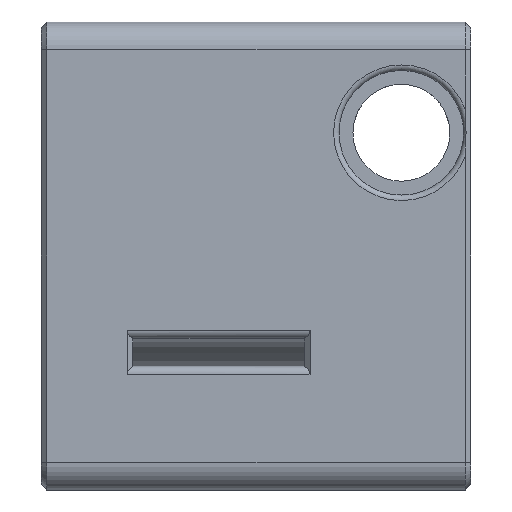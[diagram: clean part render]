
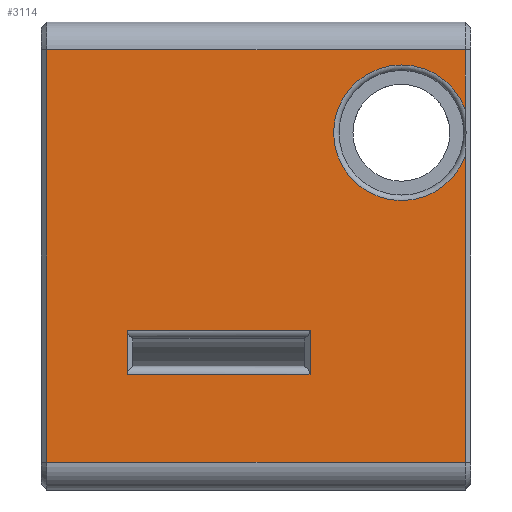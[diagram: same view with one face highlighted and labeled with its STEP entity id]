
A CAD part, left-side view. The second image highlights one B-rep face of the part: STEP entity #3114.
In plain terms, the highlighted planar face has unit normal (-1, 0, 0).
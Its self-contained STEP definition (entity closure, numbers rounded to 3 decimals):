
#34=FACE_BOUND('',#431,.T.);
#157=PLANE('',#3352);
#246=FACE_OUTER_BOUND('',#430,.T.);
#430=EDGE_LOOP('',(#2261,#2262,#2263,#2264,#2265,#2266,#2267));
#431=EDGE_LOOP('',(#2268,#2269,#2270,#2271));
#635=CIRCLE('',#3347,4.9);
#639=CIRCLE('',#3351,4.9);
#826=LINE('',#4813,#1088);
#829=LINE('',#4818,#1091);
#857=LINE('',#5030,#1119);
#858=LINE('',#5050,#1120);
#859=LINE('',#5051,#1121);
#860=LINE('',#5054,#1122);
#861=LINE('',#5056,#1123);
#862=LINE('',#5058,#1124);
#863=LINE('',#5059,#1125);
#1088=VECTOR('',#3763,10.);
#1091=VECTOR('',#3766,10.);
#1119=VECTOR('',#3856,10.);
#1120=VECTOR('',#3883,10.);
#1121=VECTOR('',#3884,10.);
#1122=VECTOR('',#3885,10.);
#1123=VECTOR('',#3886,10.);
#1124=VECTOR('',#3887,10.);
#1125=VECTOR('',#3888,10.);
#1354=VERTEX_POINT('',#4795);
#1355=VERTEX_POINT('',#4800);
#1356=VERTEX_POINT('',#4801);
#1358=VERTEX_POINT('',#4816);
#1391=VERTEX_POINT('',#5029);
#1394=VERTEX_POINT('',#5040);
#1397=VERTEX_POINT('',#5049);
#1398=VERTEX_POINT('',#5052);
#1399=VERTEX_POINT('',#5053);
#1400=VERTEX_POINT('',#5055);
#1401=VERTEX_POINT('',#5057);
#1665=EDGE_CURVE('',#1356,#1354,#826,.T.);
#1668=EDGE_CURVE('',#1358,#1355,#829,.T.);
#1722=EDGE_CURVE('',#1354,#1391,#857,.T.);
#1728=EDGE_CURVE('',#1355,#1394,#635,.T.);
#1732=EDGE_CURVE('',#1394,#1356,#639,.T.);
#1733=EDGE_CURVE('',#1397,#1358,#858,.T.);
#1734=EDGE_CURVE('',#1391,#1397,#859,.T.);
#1735=EDGE_CURVE('',#1398,#1399,#860,.T.);
#1736=EDGE_CURVE('',#1400,#1398,#861,.T.);
#1737=EDGE_CURVE('',#1401,#1400,#862,.T.);
#1738=EDGE_CURVE('',#1399,#1401,#863,.T.);
#2261=ORIENTED_EDGE('',*,*,#1665,.F.);
#2262=ORIENTED_EDGE('',*,*,#1732,.F.);
#2263=ORIENTED_EDGE('',*,*,#1728,.F.);
#2264=ORIENTED_EDGE('',*,*,#1668,.F.);
#2265=ORIENTED_EDGE('',*,*,#1733,.F.);
#2266=ORIENTED_EDGE('',*,*,#1734,.F.);
#2267=ORIENTED_EDGE('',*,*,#1722,.F.);
#2268=ORIENTED_EDGE('',*,*,#1735,.F.);
#2269=ORIENTED_EDGE('',*,*,#1736,.F.);
#2270=ORIENTED_EDGE('',*,*,#1737,.F.);
#2271=ORIENTED_EDGE('',*,*,#1738,.F.);
#3114=ADVANCED_FACE('',(#246,#34),#157,.T.);
#3347=AXIS2_PLACEMENT_3D('',#5041,#3871,#3872);
#3351=AXIS2_PLACEMENT_3D('',#5047,#3879,#3880);
#3352=AXIS2_PLACEMENT_3D('',#5048,#3881,#3882);
#3763=DIRECTION('',(0.,0.,-1.));
#3766=DIRECTION('',(0.,0.,-1.));
#3856=DIRECTION('',(0.,1.,0.));
#3871=DIRECTION('center_axis',(-1.,0.,0.));
#3872=DIRECTION('ref_axis',(0.,0.,1.));
#3879=DIRECTION('center_axis',(-1.,0.,0.));
#3880=DIRECTION('ref_axis',(0.,0.,1.));
#3881=DIRECTION('center_axis',(-1.,0.,0.));
#3882=DIRECTION('ref_axis',(0.,0.,1.));
#3883=DIRECTION('',(0.,-1.,0.));
#3884=DIRECTION('',(0.,0.,1.));
#3885=DIRECTION('',(0.,1.,0.));
#3886=DIRECTION('',(0.,0.,1.));
#3887=DIRECTION('',(0.,-1.,0.));
#3888=DIRECTION('',(0.,0.,-1.));
#4795=CARTESIAN_POINT('',(-23.,0.4,-16.8));
#4800=CARTESIAN_POINT('',(-23.,0.4,8.688));
#4801=CARTESIAN_POINT('',(-23.,0.4,5.312));
#4813=CARTESIAN_POINT('',(-23.,0.4,-10.35));
#4816=CARTESIAN_POINT('',(-23.,0.4,13.));
#4818=CARTESIAN_POINT('',(-23.,0.4,-10.35));
#5029=CARTESIAN_POINT('',(-23.,30.6,-16.8));
#5030=CARTESIAN_POINT('',(-23.,0.,-16.8));
#5040=CARTESIAN_POINT('',(-23.,5.,11.9));
#5041=CARTESIAN_POINT('Origin',(-23.,5.,7.));
#5047=CARTESIAN_POINT('Origin',(-23.,5.,7.));
#5048=CARTESIAN_POINT('Origin',(-23.,0.,-18.8));
#5049=CARTESIAN_POINT('',(-23.,30.6,13.));
#5050=CARTESIAN_POINT('',(-23.,0.,13.));
#5051=CARTESIAN_POINT('',(-23.,30.6,-10.35));
#5052=CARTESIAN_POINT('',(-23.,11.6,-7.25));
#5053=CARTESIAN_POINT('',(-23.,24.8,-7.25));
#5054=CARTESIAN_POINT('',(-23.,6.,-7.25));
#5055=CARTESIAN_POINT('',(-23.,11.6,-10.45));
#5056=CARTESIAN_POINT('',(-23.,11.6,-13.55));
#5057=CARTESIAN_POINT('',(-23.,24.8,-10.45));
#5058=CARTESIAN_POINT('',(-23.,6.,-10.45));
#5059=CARTESIAN_POINT('',(-23.,24.8,-13.55));
